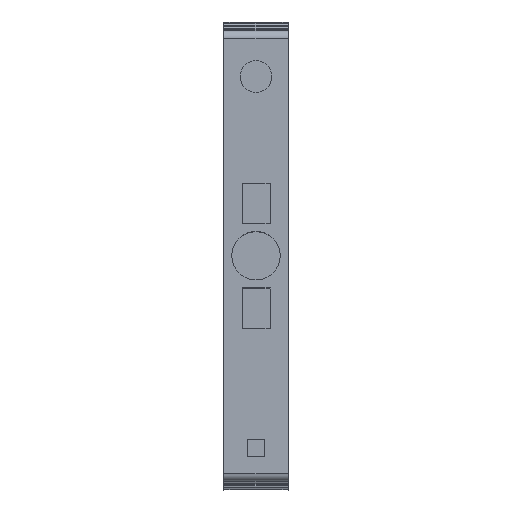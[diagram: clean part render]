
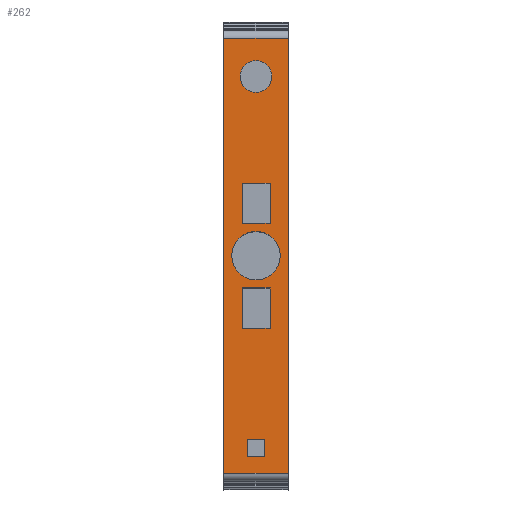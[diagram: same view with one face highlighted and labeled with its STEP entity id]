
A CAD part, top view. The second image highlights one B-rep face of the part: STEP entity #262.
In plain terms, the highlighted planar face has unit normal (0, 0, 1).
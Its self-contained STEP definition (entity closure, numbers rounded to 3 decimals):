
#70=AXIS2_PLACEMENT_3D('Circle Axis2P3D',#68,#69,$) ;
#89=AXIS2_PLACEMENT_3D('Circle Axis2P3D',#87,#88,$) ;
#102=AXIS2_PLACEMENT_3D('Plane Axis2P3D',#99,#100,#101) ;
#144=AXIS2_PLACEMENT_3D('Circle Axis2P3D',#142,#143,$) ;
#153=AXIS2_PLACEMENT_3D('Circle Axis2P3D',#151,#152,$) ;
#65=CARTESIAN_POINT('Vertex',(4.,26.001,36.4)) ;
#68=CARTESIAN_POINT('Axis2P3D Location',(4.,29.,36.4)) ;
#72=CARTESIAN_POINT('Vertex',(4.,31.999,36.4)) ;
#87=CARTESIAN_POINT('Axis2P3D Location',(4.,29.,36.4)) ;
#99=CARTESIAN_POINT('Axis2P3D Location',(0.,55.932,36.4)) ;
#104=CARTESIAN_POINT('Line Origine',(0.,29.,36.4)) ;
#108=CARTESIAN_POINT('Vertex',(0.,55.932,36.4)) ;
#110=CARTESIAN_POINT('Vertex',(0.,2.068,36.4)) ;
#113=CARTESIAN_POINT('Line Origine',(4.,2.068,36.4)) ;
#117=CARTESIAN_POINT('Vertex',(8.,2.068,36.4)) ;
#120=CARTESIAN_POINT('Line Origine',(8.,29.,36.4)) ;
#124=CARTESIAN_POINT('Vertex',(8.,55.932,36.4)) ;
#127=CARTESIAN_POINT('Line Origine',(4.,55.932,36.4)) ;
#142=CARTESIAN_POINT('Axis2P3D Location',(4.,51.2,36.4)) ;
#146=CARTESIAN_POINT('Vertex',(4.,53.175,36.4)) ;
#148=CARTESIAN_POINT('Vertex',(4.,49.225,36.4)) ;
#151=CARTESIAN_POINT('Axis2P3D Location',(4.,51.2,36.4)) ;
#160=CARTESIAN_POINT('Line Origine',(2.3,35.5,36.4)) ;
#164=CARTESIAN_POINT('Vertex',(2.3,38.,36.4)) ;
#166=CARTESIAN_POINT('Vertex',(2.3,33.,36.4)) ;
#169=CARTESIAN_POINT('Line Origine',(4.025,38.,36.4)) ;
#173=CARTESIAN_POINT('Vertex',(5.75,38.,36.4)) ;
#176=CARTESIAN_POINT('Line Origine',(5.75,35.5,36.4)) ;
#180=CARTESIAN_POINT('Vertex',(5.75,33.,36.4)) ;
#183=CARTESIAN_POINT('Line Origine',(4.025,33.,36.4)) ;
#194=CARTESIAN_POINT('Line Origine',(2.3,22.5,36.4)) ;
#198=CARTESIAN_POINT('Vertex',(2.3,25.,36.4)) ;
#200=CARTESIAN_POINT('Vertex',(2.3,20.,36.4)) ;
#203=CARTESIAN_POINT('Line Origine',(4.025,25.,36.4)) ;
#207=CARTESIAN_POINT('Vertex',(5.75,25.,36.4)) ;
#210=CARTESIAN_POINT('Line Origine',(5.75,22.5,36.4)) ;
#214=CARTESIAN_POINT('Vertex',(5.75,20.,36.4)) ;
#217=CARTESIAN_POINT('Line Origine',(4.025,20.,36.4)) ;
#228=CARTESIAN_POINT('Line Origine',(2.945,5.225,36.4)) ;
#232=CARTESIAN_POINT('Vertex',(2.945,6.28,36.4)) ;
#234=CARTESIAN_POINT('Vertex',(2.945,4.17,36.4)) ;
#237=CARTESIAN_POINT('Line Origine',(4.,6.28,36.4)) ;
#241=CARTESIAN_POINT('Vertex',(5.055,6.28,36.4)) ;
#244=CARTESIAN_POINT('Line Origine',(5.055,5.225,36.4)) ;
#248=CARTESIAN_POINT('Vertex',(5.055,4.17,36.4)) ;
#251=CARTESIAN_POINT('Line Origine',(4.,4.17,36.4)) ;
#69=DIRECTION('Axis2P3D Direction',(0.,0.,1.)) ;
#88=DIRECTION('Axis2P3D Direction',(0.,0.,1.)) ;
#100=DIRECTION('Axis2P3D Direction',(0.,0.,1.)) ;
#101=DIRECTION('Axis2P3D XDirection',(0.,-1.,0.)) ;
#105=DIRECTION('Vector Direction',(0.,-1.,0.)) ;
#114=DIRECTION('Vector Direction',(-1.,0.,0.)) ;
#121=DIRECTION('Vector Direction',(0.,-1.,0.)) ;
#128=DIRECTION('Vector Direction',(1.,0.,0.)) ;
#143=DIRECTION('Axis2P3D Direction',(0.,0.,1.)) ;
#152=DIRECTION('Axis2P3D Direction',(0.,0.,1.)) ;
#161=DIRECTION('Vector Direction',(0.,-1.,0.)) ;
#170=DIRECTION('Vector Direction',(-1.,0.,0.)) ;
#177=DIRECTION('Vector Direction',(0.,1.,0.)) ;
#184=DIRECTION('Vector Direction',(1.,0.,0.)) ;
#195=DIRECTION('Vector Direction',(0.,-1.,0.)) ;
#204=DIRECTION('Vector Direction',(-1.,0.,0.)) ;
#211=DIRECTION('Vector Direction',(0.,1.,0.)) ;
#218=DIRECTION('Vector Direction',(-1.,0.,0.)) ;
#229=DIRECTION('Vector Direction',(0.,-1.,0.)) ;
#238=DIRECTION('Vector Direction',(-1.,0.,0.)) ;
#245=DIRECTION('Vector Direction',(0.,1.,0.)) ;
#252=DIRECTION('Vector Direction',(1.,0.,0.)) ;
#106=VECTOR('Line Direction',#105,1.) ;
#115=VECTOR('Line Direction',#114,1.) ;
#122=VECTOR('Line Direction',#121,1.) ;
#129=VECTOR('Line Direction',#128,1.) ;
#162=VECTOR('Line Direction',#161,1.) ;
#171=VECTOR('Line Direction',#170,1.) ;
#178=VECTOR('Line Direction',#177,1.) ;
#185=VECTOR('Line Direction',#184,1.) ;
#196=VECTOR('Line Direction',#195,1.) ;
#205=VECTOR('Line Direction',#204,1.) ;
#212=VECTOR('Line Direction',#211,1.) ;
#219=VECTOR('Line Direction',#218,1.) ;
#230=VECTOR('Line Direction',#229,1.) ;
#239=VECTOR('Line Direction',#238,1.) ;
#246=VECTOR('Line Direction',#245,1.) ;
#253=VECTOR('Line Direction',#252,1.) ;
#133=ORIENTED_EDGE('',*,*,#112,.T.) ;
#134=ORIENTED_EDGE('',*,*,#119,.F.) ;
#135=ORIENTED_EDGE('',*,*,#126,.F.) ;
#136=ORIENTED_EDGE('',*,*,#131,.T.) ;
#139=ORIENTED_EDGE('',*,*,#74,.F.) ;
#140=ORIENTED_EDGE('',*,*,#91,.F.) ;
#157=ORIENTED_EDGE('',*,*,#150,.F.) ;
#158=ORIENTED_EDGE('',*,*,#155,.F.) ;
#189=ORIENTED_EDGE('',*,*,#168,.F.) ;
#190=ORIENTED_EDGE('',*,*,#175,.F.) ;
#191=ORIENTED_EDGE('',*,*,#182,.F.) ;
#192=ORIENTED_EDGE('',*,*,#187,.F.) ;
#223=ORIENTED_EDGE('',*,*,#202,.F.) ;
#224=ORIENTED_EDGE('',*,*,#209,.F.) ;
#225=ORIENTED_EDGE('',*,*,#216,.F.) ;
#226=ORIENTED_EDGE('',*,*,#221,.F.) ;
#257=ORIENTED_EDGE('',*,*,#236,.F.) ;
#258=ORIENTED_EDGE('',*,*,#243,.F.) ;
#259=ORIENTED_EDGE('',*,*,#250,.F.) ;
#260=ORIENTED_EDGE('',*,*,#255,.F.) ;
#141=FACE_BOUND('',#138,.T.) ;
#159=FACE_BOUND('',#156,.T.) ;
#193=FACE_BOUND('',#188,.T.) ;
#227=FACE_BOUND('',#222,.T.) ;
#261=FACE_BOUND('',#256,.T.) ;
#262=ADVANCED_FACE('V1',(#137,#141,#159,#193,#227,#261),#103,.T.) ;
#71=CIRCLE('generated circle',#70,2.999) ;
#90=CIRCLE('generated circle',#89,2.999) ;
#145=CIRCLE('generated circle',#144,1.975) ;
#154=CIRCLE('generated circle',#153,1.975) ;
#74=EDGE_CURVE('',#66,#73,#71,.T.) ;
#91=EDGE_CURVE('',#73,#66,#90,.T.) ;
#112=EDGE_CURVE('',#109,#111,#107,.T.) ;
#119=EDGE_CURVE('',#118,#111,#116,.T.) ;
#126=EDGE_CURVE('',#125,#118,#123,.T.) ;
#131=EDGE_CURVE('',#125,#109,#130,.F.) ;
#150=EDGE_CURVE('',#147,#149,#145,.T.) ;
#155=EDGE_CURVE('',#149,#147,#154,.T.) ;
#168=EDGE_CURVE('',#165,#167,#163,.T.) ;
#175=EDGE_CURVE('',#174,#165,#172,.T.) ;
#182=EDGE_CURVE('',#181,#174,#179,.T.) ;
#187=EDGE_CURVE('',#167,#181,#186,.T.) ;
#202=EDGE_CURVE('',#199,#201,#197,.T.) ;
#209=EDGE_CURVE('',#208,#199,#206,.T.) ;
#216=EDGE_CURVE('',#215,#208,#213,.T.) ;
#221=EDGE_CURVE('',#201,#215,#220,.F.) ;
#236=EDGE_CURVE('',#233,#235,#231,.T.) ;
#243=EDGE_CURVE('',#242,#233,#240,.T.) ;
#250=EDGE_CURVE('',#249,#242,#247,.T.) ;
#255=EDGE_CURVE('',#235,#249,#254,.T.) ;
#132=EDGE_LOOP('',(#133,#134,#135,#136)) ;
#138=EDGE_LOOP('',(#139,#140)) ;
#156=EDGE_LOOP('',(#157,#158)) ;
#188=EDGE_LOOP('',(#189,#190,#191,#192)) ;
#222=EDGE_LOOP('',(#223,#224,#225,#226)) ;
#256=EDGE_LOOP('',(#257,#258,#259,#260)) ;
#137=FACE_OUTER_BOUND('',#132,.T.) ;
#107=LINE('Line',#104,#106) ;
#116=LINE('Line',#113,#115) ;
#123=LINE('Line',#120,#122) ;
#130=LINE('Line',#127,#129) ;
#163=LINE('Line',#160,#162) ;
#172=LINE('Line',#169,#171) ;
#179=LINE('Line',#176,#178) ;
#186=LINE('Line',#183,#185) ;
#197=LINE('Line',#194,#196) ;
#206=LINE('Line',#203,#205) ;
#213=LINE('Line',#210,#212) ;
#220=LINE('Line',#217,#219) ;
#231=LINE('Line',#228,#230) ;
#240=LINE('Line',#237,#239) ;
#247=LINE('Line',#244,#246) ;
#254=LINE('Line',#251,#253) ;
#103=PLANE('',#102) ;
#66=VERTEX_POINT('',#65) ;
#73=VERTEX_POINT('',#72) ;
#109=VERTEX_POINT('',#108) ;
#111=VERTEX_POINT('',#110) ;
#118=VERTEX_POINT('',#117) ;
#125=VERTEX_POINT('',#124) ;
#147=VERTEX_POINT('',#146) ;
#149=VERTEX_POINT('',#148) ;
#165=VERTEX_POINT('',#164) ;
#167=VERTEX_POINT('',#166) ;
#174=VERTEX_POINT('',#173) ;
#181=VERTEX_POINT('',#180) ;
#199=VERTEX_POINT('',#198) ;
#201=VERTEX_POINT('',#200) ;
#208=VERTEX_POINT('',#207) ;
#215=VERTEX_POINT('',#214) ;
#233=VERTEX_POINT('',#232) ;
#235=VERTEX_POINT('',#234) ;
#242=VERTEX_POINT('',#241) ;
#249=VERTEX_POINT('',#248) ;
